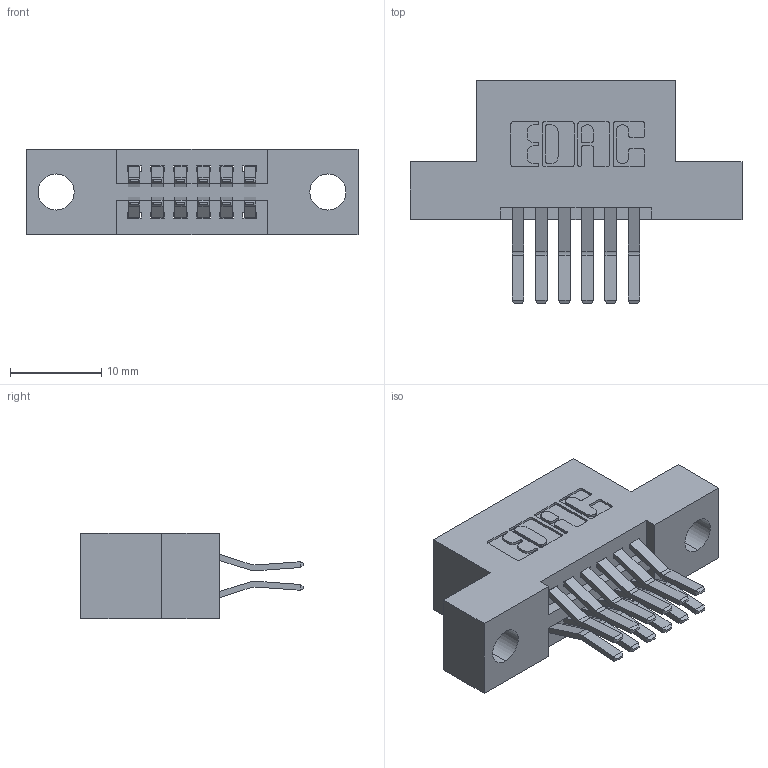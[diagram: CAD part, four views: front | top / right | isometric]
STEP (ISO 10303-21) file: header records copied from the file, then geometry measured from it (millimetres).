
FILE_DESCRIPTION (( 'STEP AP203' ), '1' );
FILE_NAME ('345-012-560-204.STEP', '2021-05-19T15:53:11', ( '' ), ( '' ), 'SwSTEP 2.0', 'SolidWorks 2020', '' );
FILE_SCHEMA (( 'CONFIG_CONTROL_DESIGN' ));
Length unit declared in the file: inch
Products named in the file (3): 345-292-001_560 Tail; 345-012-560-204; 345 Part_Flush Mounting Lugs - 0.156 Dia-TI
Assembly tree (13 placements, depth 2):
  345-012-560-204
    345 Part_Flush Mounting Lugs - 0.156 Dia-TI
    345-292-001_560 Tail  x12
Bounding box: 36.45 x 24.45 x 9.4 mm (x, y, z)
Volume: 3179.2 mm3; surface area: 4056.1 mm2
Topology: 13 solids, 13 shells, 764 faces, 2237 edges, 1474 vertices
Faces by surface type: plane 490, cylinder 274
Entity records: 10061 total; most frequent: CARTESIAN_POINT 1726, ORIENTED_EDGE 1658, DIRECTION 1569, EDGE_CURVE 829, VECTOR 669, LINE 669, VERTEX_POINT 550, AXIS2_PLACEMENT_3D 450
